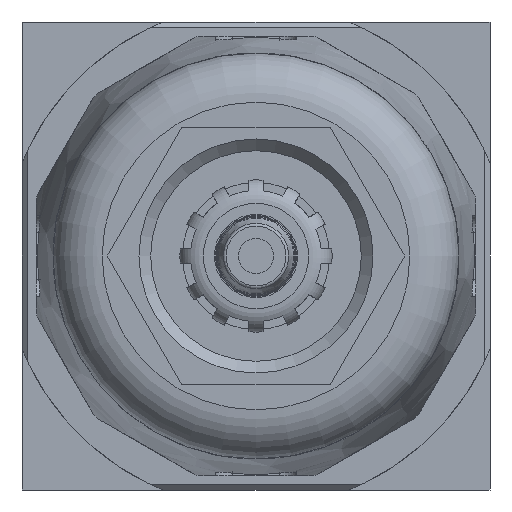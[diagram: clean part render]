
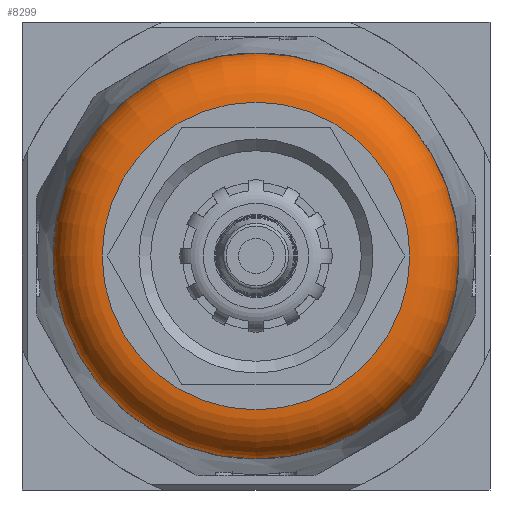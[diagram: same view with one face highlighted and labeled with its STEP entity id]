
A CAD part, front view. The second image highlights one B-rep face of the part: STEP entity #8299.
In plain terms, the highlighted toroidal (fillet/blend) face has major radius 13.15 mm and minor radius 4.2 mm.
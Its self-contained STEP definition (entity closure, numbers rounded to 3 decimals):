
#50=TOROIDAL_SURFACE('',#8941,13.15,4.2);
#2457=ORIENTED_EDGE('',*,*,#3798,.T.);
#2458=ORIENTED_EDGE('',*,*,#3797,.F.);
#3797=EDGE_CURVE('',#4535,#4535,#4983,.T.);
#3798=EDGE_CURVE('',#4536,#4536,#4984,.T.);
#4535=VERTEX_POINT('',#12688);
#4536=VERTEX_POINT('',#12691);
#4983=CIRCLE('',#8940,13.15);
#4984=CIRCLE('',#8942,17.35);
#5361=EDGE_LOOP('',(#2457));
#5362=EDGE_LOOP('',(#2458));
#5841=FACE_BOUND('',#5361,.T.);
#5842=FACE_BOUND('',#5362,.T.);
#8299=ADVANCED_FACE('',(#5841,#5842),#50,.T.);
#8940=AXIS2_PLACEMENT_3D('',#12687,#10410,#10411);
#8941=AXIS2_PLACEMENT_3D('',#12689,#10412,#10413);
#8942=AXIS2_PLACEMENT_3D('',#12690,#10414,#10415);
#10410=DIRECTION('',(0.,-1.,0.));
#10411=DIRECTION('',(0.,0.,-1.));
#10412=DIRECTION('',(0.,-1.,0.));
#10413=DIRECTION('',(0.,0.,-1.));
#10414=DIRECTION('',(0.,-1.,0.));
#10415=DIRECTION('',(0.,0.,-1.));
#12687=CARTESIAN_POINT('',(0.,-119.,0.));
#12688=CARTESIAN_POINT('',(0.,-119.,-13.15));
#12689=CARTESIAN_POINT('',(0.,-114.8,0.));
#12690=CARTESIAN_POINT('',(0.,-114.8,0.));
#12691=CARTESIAN_POINT('',(0.,-114.8,-17.35));
